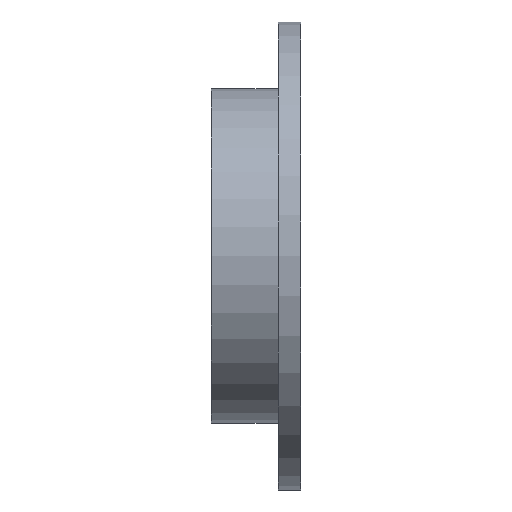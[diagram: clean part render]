
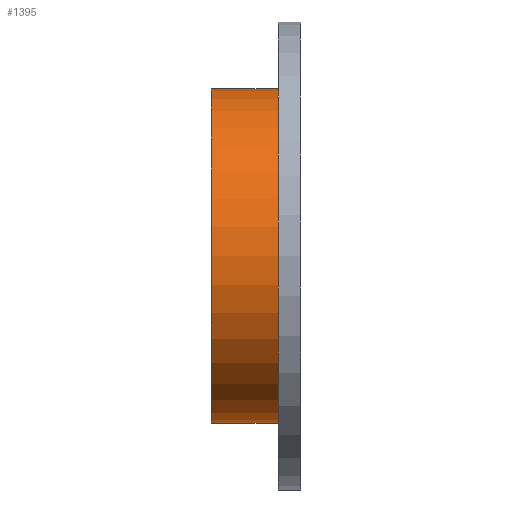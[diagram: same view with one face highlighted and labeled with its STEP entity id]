
A CAD part, top view. The second image highlights one B-rep face of the part: STEP entity #1395.
In plain terms, the highlighted cylindrical face has radius 7.5 mm (diameter 15 mm), a partial arc.
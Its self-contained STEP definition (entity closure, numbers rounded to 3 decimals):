
#128 = PLANE('',#129);
#129 = AXIS2_PLACEMENT_3D('',#130,#131,#132);
#130 = CARTESIAN_POINT('',(36.,-9.,22.5));
#131 = DIRECTION('',(1.,0.,0.));
#132 = DIRECTION('',(0.,0.,1.));
#466 = VERTEX_POINT('',#467);
#467 = CARTESIAN_POINT('',(36.,-16.5,24.5));
#481 = PLANE('',#482);
#482 = AXIS2_PLACEMENT_3D('',#483,#484,#485);
#483 = CARTESIAN_POINT('',(38.,-16.6,24.5));
#484 = DIRECTION('',(0.,0.,-1.));
#485 = DIRECTION('',(0.,1.,0.));
#493 = EDGE_CURVE('',#494,#466,#496,.T.);
#494 = VERTEX_POINT('',#495);
#495 = CARTESIAN_POINT('',(36.,-1.5,24.5));
#496 = SURFACE_CURVE('',#497,(#502,#509),.PCURVE_S1.);
#497 = CIRCLE('',#498,7.5);
#498 = AXIS2_PLACEMENT_3D('',#499,#500,#501);
#499 = CARTESIAN_POINT('',(36.,-9.,24.5));
#500 = DIRECTION('',(1.,0.,0.));
#501 = DIRECTION('',(0.,1.,0.));
#502 = PCURVE('',#128,#503);
#503 = DEFINITIONAL_REPRESENTATION('',(#504),#508);
#504 = CIRCLE('',#505,7.5);
#505 = AXIS2_PLACEMENT_2D('',#506,#507);
#506 = CARTESIAN_POINT('',(2.,0.));
#507 = DIRECTION('',(0.,-1.));
#508 = ( GEOMETRIC_REPRESENTATION_CONTEXT(2) 
PARAMETRIC_REPRESENTATION_CONTEXT() REPRESENTATION_CONTEXT('2D SPACE',''
  ) );
#509 = PCURVE('',#510,#515);
#510 = CYLINDRICAL_SURFACE('',#511,7.5);
#511 = AXIS2_PLACEMENT_3D('',#512,#513,#514);
#512 = CARTESIAN_POINT('',(33.,-9.,24.5));
#513 = DIRECTION('',(-1.,0.,0.));
#514 = DIRECTION('',(0.,1.,0.));
#515 = DEFINITIONAL_REPRESENTATION('',(#516),#520);
#516 = LINE('',#517,#518);
#517 = CARTESIAN_POINT('',(-0.,-3.));
#518 = VECTOR('',#519,1.);
#519 = DIRECTION('',(-1.,0.));
#520 = ( GEOMETRIC_REPRESENTATION_CONTEXT(2) 
PARAMETRIC_REPRESENTATION_CONTEXT() REPRESENTATION_CONTEXT('2D SPACE',''
  ) );
#538 = PLANE('',#539);
#539 = AXIS2_PLACEMENT_3D('',#540,#541,#542);
#540 = CARTESIAN_POINT('',(38.,-16.6,24.5));
#541 = DIRECTION('',(0.,0.,-1.));
#542 = DIRECTION('',(0.,1.,0.));
#1346 = VERTEX_POINT('',#1347);
#1347 = CARTESIAN_POINT('',(33.,-1.5,24.5));
#1361 = PLANE('',#1362);
#1362 = AXIS2_PLACEMENT_3D('',#1363,#1364,#1365);
#1363 = CARTESIAN_POINT('',(33.,-9.,22.5));
#1364 = DIRECTION('',(1.,0.,0.));
#1365 = DIRECTION('',(0.,0.,1.));
#1373 = EDGE_CURVE('',#1346,#494,#1374,.T.);
#1374 = SURFACE_CURVE('',#1375,(#1379,#1386),.PCURVE_S1.);
#1375 = LINE('',#1376,#1377);
#1376 = CARTESIAN_POINT('',(33.,-1.5,24.5));
#1377 = VECTOR('',#1378,1.);
#1378 = DIRECTION('',(1.,0.,0.));
#1379 = PCURVE('',#538,#1380);
#1380 = DEFINITIONAL_REPRESENTATION('',(#1381),#1385);
#1381 = LINE('',#1382,#1383);
#1382 = CARTESIAN_POINT('',(15.1,-5.));
#1383 = VECTOR('',#1384,1.);
#1384 = DIRECTION('',(0.,1.));
#1385 = ( GEOMETRIC_REPRESENTATION_CONTEXT(2) 
PARAMETRIC_REPRESENTATION_CONTEXT() REPRESENTATION_CONTEXT('2D SPACE',''
  ) );
#1386 = PCURVE('',#510,#1387);
#1387 = DEFINITIONAL_REPRESENTATION('',(#1388),#1392);
#1388 = LINE('',#1389,#1390);
#1389 = CARTESIAN_POINT('',(-0.,0.));
#1390 = VECTOR('',#1391,1.);
#1391 = DIRECTION('',(-0.,-1.));
#1392 = ( GEOMETRIC_REPRESENTATION_CONTEXT(2) 
PARAMETRIC_REPRESENTATION_CONTEXT() REPRESENTATION_CONTEXT('2D SPACE',''
  ) );
#1395 = ADVANCED_FACE('',(#1396),#510,.T.);
#1396 = FACE_BOUND('',#1397,.F.);
#1397 = EDGE_LOOP('',(#1398,#1399,#1400,#1423));
#1398 = ORIENTED_EDGE('',*,*,#1373,.T.);
#1399 = ORIENTED_EDGE('',*,*,#493,.T.);
#1400 = ORIENTED_EDGE('',*,*,#1401,.F.);
#1401 = EDGE_CURVE('',#1402,#466,#1404,.T.);
#1402 = VERTEX_POINT('',#1403);
#1403 = CARTESIAN_POINT('',(33.,-16.5,24.5));
#1404 = SURFACE_CURVE('',#1405,(#1409,#1416),.PCURVE_S1.);
#1405 = LINE('',#1406,#1407);
#1406 = CARTESIAN_POINT('',(33.,-16.5,24.5));
#1407 = VECTOR('',#1408,1.);
#1408 = DIRECTION('',(1.,0.,0.));
#1409 = PCURVE('',#510,#1410);
#1410 = DEFINITIONAL_REPRESENTATION('',(#1411),#1415);
#1411 = LINE('',#1412,#1413);
#1412 = CARTESIAN_POINT('',(-3.142,0.));
#1413 = VECTOR('',#1414,1.);
#1414 = DIRECTION('',(-0.,-1.));
#1415 = ( GEOMETRIC_REPRESENTATION_CONTEXT(2) 
PARAMETRIC_REPRESENTATION_CONTEXT() REPRESENTATION_CONTEXT('2D SPACE',''
  ) );
#1416 = PCURVE('',#481,#1417);
#1417 = DEFINITIONAL_REPRESENTATION('',(#1418),#1422);
#1418 = LINE('',#1419,#1420);
#1419 = CARTESIAN_POINT('',(0.1,-5.));
#1420 = VECTOR('',#1421,1.);
#1421 = DIRECTION('',(0.,1.));
#1422 = ( GEOMETRIC_REPRESENTATION_CONTEXT(2) 
PARAMETRIC_REPRESENTATION_CONTEXT() REPRESENTATION_CONTEXT('2D SPACE',''
  ) );
#1423 = ORIENTED_EDGE('',*,*,#1424,.F.);
#1424 = EDGE_CURVE('',#1346,#1402,#1425,.T.);
#1425 = SURFACE_CURVE('',#1426,(#1431,#1438),.PCURVE_S1.);
#1426 = CIRCLE('',#1427,7.5);
#1427 = AXIS2_PLACEMENT_3D('',#1428,#1429,#1430);
#1428 = CARTESIAN_POINT('',(33.,-9.,24.5));
#1429 = DIRECTION('',(1.,0.,0.));
#1430 = DIRECTION('',(0.,1.,0.));
#1431 = PCURVE('',#510,#1432);
#1432 = DEFINITIONAL_REPRESENTATION('',(#1433),#1437);
#1433 = LINE('',#1434,#1435);
#1434 = CARTESIAN_POINT('',(-0.,0.));
#1435 = VECTOR('',#1436,1.);
#1436 = DIRECTION('',(-1.,0.));
#1437 = ( GEOMETRIC_REPRESENTATION_CONTEXT(2) 
PARAMETRIC_REPRESENTATION_CONTEXT() REPRESENTATION_CONTEXT('2D SPACE',''
  ) );
#1438 = PCURVE('',#1361,#1439);
#1439 = DEFINITIONAL_REPRESENTATION('',(#1440),#1444);
#1440 = CIRCLE('',#1441,7.5);
#1441 = AXIS2_PLACEMENT_2D('',#1442,#1443);
#1442 = CARTESIAN_POINT('',(2.,0.));
#1443 = DIRECTION('',(0.,-1.));
#1444 = ( GEOMETRIC_REPRESENTATION_CONTEXT(2) 
PARAMETRIC_REPRESENTATION_CONTEXT() REPRESENTATION_CONTEXT('2D SPACE',''
  ) );
